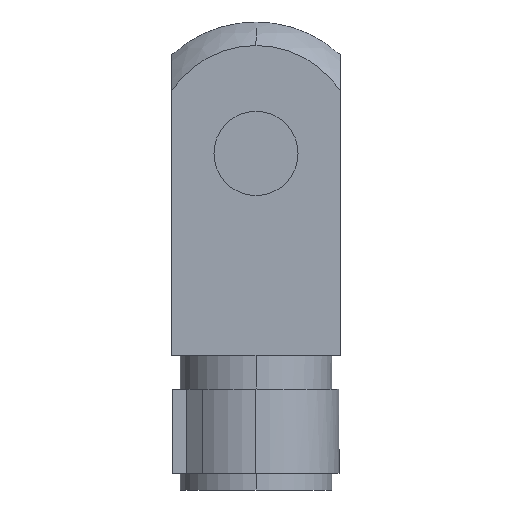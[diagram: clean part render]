
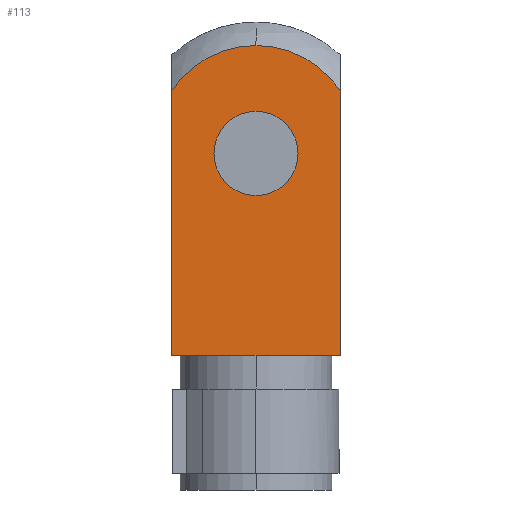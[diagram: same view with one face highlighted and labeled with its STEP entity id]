
A CAD part, left-side view. The second image highlights one B-rep face of the part: STEP entity #113.
In plain terms, the highlighted planar face has unit normal (-1, 0, 0).
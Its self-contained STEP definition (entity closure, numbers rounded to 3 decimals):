
#113=ADVANCED_FACE('',(#257,#258),#259,.F.);
#257=FACE_BOUND('',#404,.T.);
#258=FACE_OUTER_BOUND('',#405,.T.);
#259=PLANE('',#406);
#404=EDGE_LOOP('',(#969,#970));
#405=EDGE_LOOP('',(#971,#972,#973,#974,#975));
#406=AXIS2_PLACEMENT_3D('',#976,#977,#978);
#969=ORIENTED_EDGE('',*,*,#1150,.T.);
#970=ORIENTED_EDGE('',*,*,#1016,.T.);
#971=ORIENTED_EDGE('',*,*,#992,.F.);
#972=ORIENTED_EDGE('',*,*,#1166,.T.);
#973=ORIENTED_EDGE('',*,*,#1172,.F.);
#974=ORIENTED_EDGE('',*,*,#1173,.F.);
#975=ORIENTED_EDGE('',*,*,#1156,.F.);
#976=CARTESIAN_POINT('',(-16.0,0.0,57.3));
#977=DIRECTION('',(1.0,0.0,0.0));
#978=DIRECTION('',(0.0,0.0,-1.0));
#992=EDGE_CURVE('',#1180,#1176,#1182,.T.);
#1016=EDGE_CURVE('',#1222,#1226,#1228,.T.);
#1150=EDGE_CURVE('',#1226,#1222,#1446,.T.);
#1156=EDGE_CURVE('',#1176,#1454,#1455,.T.);
#1166=EDGE_CURVE('',#1180,#1469,#1471,.T.);
#1172=EDGE_CURVE('',#1478,#1469,#1480,.T.);
#1173=EDGE_CURVE('',#1454,#1478,#1481,.T.);
#1176=VERTEX_POINT('',#1484);
#1180=VERTEX_POINT('',#1488);
#1182=CIRCLE('',#1490,19.209);
#1222=VERTEX_POINT('',#1537);
#1226=VERTEX_POINT('',#1542);
#1228=CIRCLE('',#1545,8.0);
#1446=CIRCLE('',#1861,8.0);
#1454=VERTEX_POINT('',#1869);
#1455=CIRCLE('',#1870,19.209);
#1469=VERTEX_POINT('',#1890);
#1471=LINE('',#1893,#1894);
#1478=VERTEX_POINT('',#1905);
#1480=LINE('',#1908,#1909);
#1481=LINE('',#1910,#1911);
#1484=CARTESIAN_POINT('',(-16.0,0.,84.524));
#1488=CARTESIAN_POINT('',(-16.0,16.0,75.945));
#1490=AXIS2_PLACEMENT_3D('',#1923,#1924,#1925);
#1537=CARTESIAN_POINT('',(-16.0,0.,56.0));
#1542=CARTESIAN_POINT('',(-16.0,0.,72.0));
#1545=AXIS2_PLACEMENT_3D('',#1977,#1978,#1979);
#1861=AXIS2_PLACEMENT_3D('',#2183,#2184,#2185);
#1869=CARTESIAN_POINT('',(-16.0,-16.0,75.945));
#1870=AXIS2_PLACEMENT_3D('',#2201,#2202,#2203);
#1890=CARTESIAN_POINT('',(-16.0,16.0,25.6));
#1893=CARTESIAN_POINT('',(-16.0,16.0,57.3));
#1894=VECTOR('',#2217,1.0);
#1905=CARTESIAN_POINT('',(-16.0,-16.0,25.6));
#1908=CARTESIAN_POINT('',(-16.0,0.0,25.6));
#1909=VECTOR('',#2223,1.0);
#1910=CARTESIAN_POINT('',(-16.0,-16.0,57.3));
#1911=VECTOR('',#2224,1.0);
#1923=CARTESIAN_POINT('',(-16.0,0.0,65.315));
#1924=DIRECTION('',(1.0,0.0,0.0));
#1925=DIRECTION('',(0.0,0.0,-1.0));
#1977=CARTESIAN_POINT('',(-16.0,0.0,64.0));
#1978=DIRECTION('',(1.0,0.0,0.0));
#1979=DIRECTION('',(0.0,0.0,-1.0));
#2183=CARTESIAN_POINT('',(-16.0,0.0,64.0));
#2184=DIRECTION('',(1.0,0.0,0.0));
#2185=DIRECTION('',(0.0,0.0,-1.0));
#2201=CARTESIAN_POINT('',(-16.0,0.0,65.315));
#2202=DIRECTION('',(1.0,0.0,0.0));
#2203=DIRECTION('',(0.0,0.0,-1.0));
#2217=DIRECTION('',(0.0,0.0,-1.0));
#2223=DIRECTION('',(0.0,1.0,0.0));
#2224=DIRECTION('',(0.0,0.0,-1.0));
